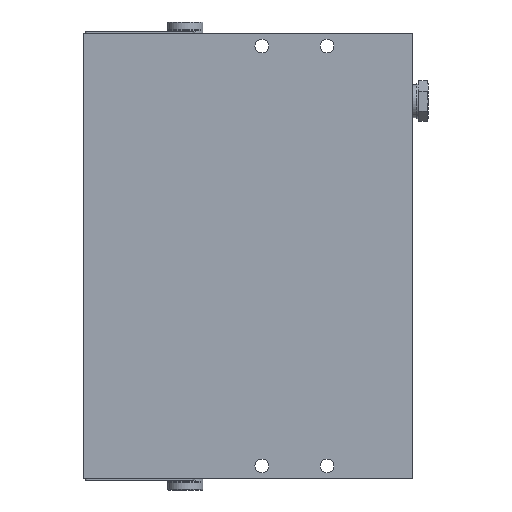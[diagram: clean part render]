
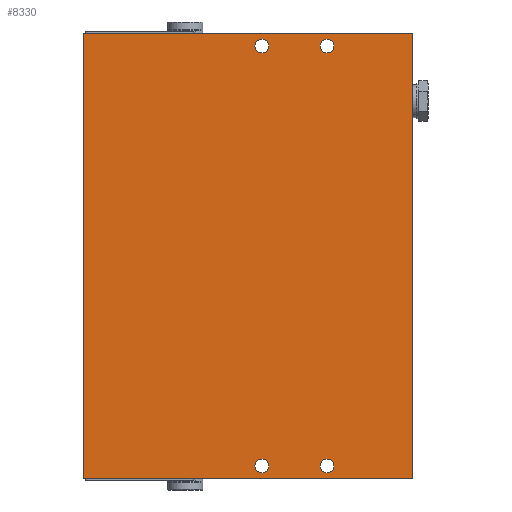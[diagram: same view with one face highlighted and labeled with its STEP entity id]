
A CAD part, front view. The second image highlights one B-rep face of the part: STEP entity #8330.
In plain terms, the highlighted planar face has unit normal (0, -1, 0).
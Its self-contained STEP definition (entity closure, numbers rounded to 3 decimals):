
#512=LINE('',#13064,#1134);
#549=LINE('',#13231,#1171);
#550=LINE('',#13241,#1172);
#551=LINE('',#13243,#1173);
#1134=VECTOR('',#10299,1000.);
#1171=VECTOR('',#10434,1000.);
#1172=VECTOR('',#10445,1000.);
#1173=VECTOR('',#10446,1000.);
#1954=ORIENTED_EDGE('',*,*,#4147,.T.);
#1955=ORIENTED_EDGE('',*,*,#4148,.T.);
#1956=ORIENTED_EDGE('',*,*,#4149,.T.);
#1957=ORIENTED_EDGE('',*,*,#4150,.T.);
#1958=ORIENTED_EDGE('',*,*,#4151,.T.);
#1959=ORIENTED_EDGE('',*,*,#4152,.F.);
#1960=ORIENTED_EDGE('',*,*,#4064,.F.);
#1961=ORIENTED_EDGE('',*,*,#4146,.T.);
#4064=EDGE_CURVE('',#5161,#5162,#512,.T.);
#4146=EDGE_CURVE('',#5161,#5242,#549,.T.);
#4147=EDGE_CURVE('',#5243,#5243,#5913,.T.);
#4148=EDGE_CURVE('',#5244,#5244,#5914,.T.);
#4149=EDGE_CURVE('',#5245,#5245,#5915,.T.);
#4150=EDGE_CURVE('',#5246,#5246,#5916,.T.);
#4151=EDGE_CURVE('',#5242,#5247,#550,.T.);
#4152=EDGE_CURVE('',#5162,#5247,#551,.T.);
#5161=VERTEX_POINT('',#13063);
#5162=VERTEX_POINT('',#13065);
#5242=VERTEX_POINT('',#13230);
#5243=VERTEX_POINT('',#13234);
#5244=VERTEX_POINT('',#13236);
#5245=VERTEX_POINT('',#13238);
#5246=VERTEX_POINT('',#13240);
#5247=VERTEX_POINT('',#13242);
#5913=CIRCLE('',#9091,2.75);
#5914=CIRCLE('',#9092,2.75);
#5915=CIRCLE('',#9093,2.75);
#5916=CIRCLE('',#9094,2.75);
#6317=EDGE_LOOP('',(#1954));
#6318=EDGE_LOOP('',(#1955));
#6319=EDGE_LOOP('',(#1956));
#6320=EDGE_LOOP('',(#1957));
#6321=EDGE_LOOP('',(#1958,#1959,#1960,#1961));
#7229=FACE_BOUND('',#6317,.T.);
#7230=FACE_BOUND('',#6318,.T.);
#7231=FACE_BOUND('',#6319,.T.);
#7232=FACE_BOUND('',#6320,.T.);
#7233=FACE_BOUND('',#6321,.T.);
#8038=PLANE('',#9090);
#8330=ADVANCED_FACE('',(#7229,#7230,#7231,#7232,#7233),#8038,.F.);
#9090=AXIS2_PLACEMENT_3D('',#13232,#10435,#10436);
#9091=AXIS2_PLACEMENT_3D('',#13233,#10437,#10438);
#9092=AXIS2_PLACEMENT_3D('',#13235,#10439,#10440);
#9093=AXIS2_PLACEMENT_3D('',#13237,#10441,#10442);
#9094=AXIS2_PLACEMENT_3D('',#13239,#10443,#10444);
#10299=DIRECTION('',(1.,0.,0.));
#10434=DIRECTION('',(0.,0.,-1.));
#10435=DIRECTION('',(0.,1.,0.));
#10436=DIRECTION('',(0.,0.,1.));
#10437=DIRECTION('',(0.,1.,0.));
#10438=DIRECTION('',(0.,0.,1.));
#10439=DIRECTION('',(0.,1.,0.));
#10440=DIRECTION('',(0.,0.,1.));
#10441=DIRECTION('',(0.,1.,0.));
#10442=DIRECTION('',(0.,0.,1.));
#10443=DIRECTION('',(0.,1.,0.));
#10444=DIRECTION('',(0.,0.,1.));
#10445=DIRECTION('',(1.,0.,0.));
#10446=DIRECTION('',(0.,0.,-1.));
#13063=CARTESIAN_POINT('',(0.,-42.5,177.5));
#13064=CARTESIAN_POINT('',(0.,-42.5,177.5));
#13065=CARTESIAN_POINT('',(131.,-42.5,177.5));
#13230=CARTESIAN_POINT('',(0.,-42.5,0.));
#13231=CARTESIAN_POINT('',(0.,-42.5,177.5));
#13232=CARTESIAN_POINT('',(0.,-42.5,177.5));
#13233=CARTESIAN_POINT('',(60.,-42.5,5.));
#13234=CARTESIAN_POINT('',(60.,-42.5,7.75));
#13235=CARTESIAN_POINT('',(34.,-42.5,172.5));
#13236=CARTESIAN_POINT('',(34.,-42.5,175.25));
#13237=CARTESIAN_POINT('',(60.,-42.5,172.5));
#13238=CARTESIAN_POINT('',(60.,-42.5,175.25));
#13239=CARTESIAN_POINT('',(34.,-42.5,5.));
#13240=CARTESIAN_POINT('',(34.,-42.5,7.75));
#13241=CARTESIAN_POINT('',(0.,-42.5,0.));
#13242=CARTESIAN_POINT('',(131.,-42.5,0.));
#13243=CARTESIAN_POINT('',(131.,-42.5,177.5));
